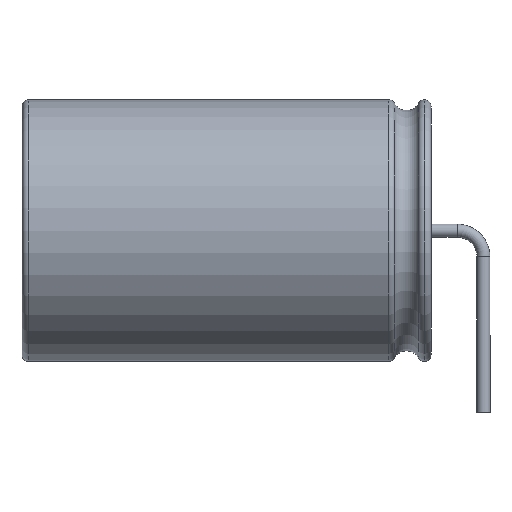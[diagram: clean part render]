
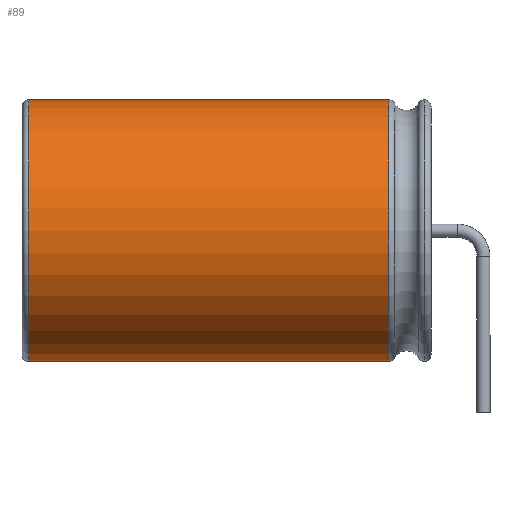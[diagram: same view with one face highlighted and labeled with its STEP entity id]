
A CAD part, left-side view. The second image highlights one B-rep face of the part: STEP entity #89.
In plain terms, the highlighted cylindrical face has radius 8 mm (diameter 16 mm), a partial arc.
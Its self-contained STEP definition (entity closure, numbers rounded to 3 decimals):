
#89=ADVANCED_FACE('',(#990),#992,.T.);
#990=FACE_BOUND('',#991,.T.);
#991=EDGE_LOOP('',(#1723,#1724,#1725,#1726,#1727,#1728,#1729,#1730,#1731,#1732,#1733,
#1734,#1735,#1736,#1737,#1738,#1739,#1740,#1741,#1742));
#992=CYLINDRICAL_SURFACE('',#993,8.);
#993=AXIS2_PLACEMENT_3D('',#994,#995,#996);
#994=CARTESIAN_POINT('',(0.,5.779,8.1));
#995=DIRECTION('',(0.,1.,0.));
#996=DIRECTION('',(1.,0.,0.));
#1723=ORIENTED_EDGE('',*,*,#2251,.T.);
#1724=ORIENTED_EDGE('',*,*,#2252,.T.);
#1725=ORIENTED_EDGE('',*,*,#2230,.F.);
#1726=ORIENTED_EDGE('',*,*,#2253,.T.);
#1727=ORIENTED_EDGE('',*,*,#2254,.T.);
#1728=ORIENTED_EDGE('',*,*,#2255,.T.);
#1729=ORIENTED_EDGE('',*,*,#2256,.F.);
#1730=ORIENTED_EDGE('',*,*,#2257,.T.);
#1731=ORIENTED_EDGE('',*,*,#2258,.F.);
#1732=ORIENTED_EDGE('',*,*,#2259,.T.);
#1733=ORIENTED_EDGE('',*,*,#2260,.T.);
#1734=ORIENTED_EDGE('',*,*,#2261,.T.);
#1735=ORIENTED_EDGE('',*,*,#2248,.F.);
#1736=ORIENTED_EDGE('',*,*,#2262,.T.);
#1737=ORIENTED_EDGE('',*,*,#2263,.T.);
#1738=ORIENTED_EDGE('',*,*,#2264,.T.);
#1739=ORIENTED_EDGE('',*,*,#2246,.F.);
#1740=ORIENTED_EDGE('',*,*,#2265,.F.);
#1741=ORIENTED_EDGE('',*,*,#2232,.F.);
#1742=ORIENTED_EDGE('',*,*,#2266,.T.);
#2230=EDGE_CURVE('',#2496,#2491,#2498,.T.);
#2232=EDGE_CURVE('',#2500,#2502,#2503,.T.);
#2246=EDGE_CURVE('',#2528,#2515,#2530,.F.);
#2248=EDGE_CURVE('',#2532,#2534,#2535,.F.);
#2251=EDGE_CURVE('',#2539,#2540,#2541,.F.);
#2252=EDGE_CURVE('',#2540,#2491,#2542,.F.);
#2253=EDGE_CURVE('',#2496,#2543,#2544,.T.);
#2254=EDGE_CURVE('',#2543,#2545,#2546,.F.);
#2255=EDGE_CURVE('',#2545,#2547,#2548,.F.);
#2256=EDGE_CURVE('',#2549,#2547,#2550,.T.);
#2257=EDGE_CURVE('',#2549,#2551,#2552,.T.);
#2258=EDGE_CURVE('',#2553,#2551,#2554,.F.);
#2259=EDGE_CURVE('',#2553,#2555,#2556,.F.);
#2260=EDGE_CURVE('',#2555,#2557,#2558,.T.);
#2261=EDGE_CURVE('',#2557,#2534,#2559,.T.);
#2262=EDGE_CURVE('',#2532,#2560,#2561,.F.);
#2263=EDGE_CURVE('',#2560,#2562,#2563,.T.);
#2264=EDGE_CURVE('',#2562,#2515,#2564,.T.);
#2265=EDGE_CURVE('',#2502,#2528,#2565,.T.);
#2266=EDGE_CURVE('',#2500,#2539,#2566,.T.);
#2491=VERTEX_POINT('',#2935);
#2496=VERTEX_POINT('',#2944);
#2498=LINE('',#2948,#2949);
#2500=VERTEX_POINT('',#2952);
#2502=VERTEX_POINT('',#2956);
#2503=LINE('',#2957,#2958);
#2515=VERTEX_POINT('',#2985);
#2528=VERTEX_POINT('',#3011);
#2530=LINE('',#3016,#3017);
#2532=VERTEX_POINT('',#3020);
#2534=VERTEX_POINT('',#3024);
#2535=LINE('',#3025,#3026);
#2539=VERTEX_POINT('',#3035);
#2540=VERTEX_POINT('',#3036);
#2541=LINE('',#3037,#3038);
#2542=(BOUNDED_CURVE()B_SPLINE_CURVE(3,
(#3040,#3041,#3042,#3043),
.UNSPECIFIED.,.F.,.F.)B_SPLINE_CURVE_WITH_KNOTS((4,4),
(0.,1.),
.UNSPECIFIED.)CURVE()GEOMETRIC_REPRESENTATION_ITEM()RATIONAL_B_SPLINE_CURVE((1.,
1.,1.,1.))REPRESENTATION_ITEM(''));
#2543=VERTEX_POINT('',#3044);
#2544=(BOUNDED_CURVE()B_SPLINE_CURVE(3,
(#3045,#3046,#3047,#3048),
.UNSPECIFIED.,.F.,.F.)B_SPLINE_CURVE_WITH_KNOTS((4,4),
(0.,1.),
.UNSPECIFIED.)CURVE()GEOMETRIC_REPRESENTATION_ITEM()RATIONAL_B_SPLINE_CURVE((1.,
1.,1.,1.))REPRESENTATION_ITEM(''));
#2545=VERTEX_POINT('',#3049);
#2546=LINE('',#3050,#3051);
#2547=VERTEX_POINT('',#3053);
#2548=(BOUNDED_CURVE()B_SPLINE_CURVE(3,
(#3054,#3055,#3056,#3057),
.UNSPECIFIED.,.F.,.F.)B_SPLINE_CURVE_WITH_KNOTS((4,4),
(0.,1.),
.UNSPECIFIED.)CURVE()GEOMETRIC_REPRESENTATION_ITEM()RATIONAL_B_SPLINE_CURVE((1.,
1.,1.,1.))REPRESENTATION_ITEM(''));
#2549=VERTEX_POINT('',#3058);
#2550=LINE('',#3059,#3060);
#2551=VERTEX_POINT('',#3062);
#2552=CIRCLE('',#3063,8.);
#2553=VERTEX_POINT('',#3067);
#2554=LINE('',#3068,#3069);
#2555=VERTEX_POINT('',#3071);
#2556=(BOUNDED_CURVE()B_SPLINE_CURVE(3,
(#3072,#3073,#3074,#3075),
.UNSPECIFIED.,.F.,.F.)B_SPLINE_CURVE_WITH_KNOTS((4,4),
(0.,1.),
.UNSPECIFIED.)CURVE()GEOMETRIC_REPRESENTATION_ITEM()RATIONAL_B_SPLINE_CURVE((1.,
1.,1.,1.))REPRESENTATION_ITEM(''));
#2557=VERTEX_POINT('',#3076);
#2558=LINE('',#3077,#3078);
#2559=(BOUNDED_CURVE()B_SPLINE_CURVE(3,
(#3080,#3081,#3082,#3083),
.UNSPECIFIED.,.F.,.F.)B_SPLINE_CURVE_WITH_KNOTS((4,4),
(0.,1.),
.UNSPECIFIED.)CURVE()GEOMETRIC_REPRESENTATION_ITEM()RATIONAL_B_SPLINE_CURVE((1.,
1.,1.,1.))REPRESENTATION_ITEM(''));
#2560=VERTEX_POINT('',#3084);
#2561=(BOUNDED_CURVE()B_SPLINE_CURVE(3,
(#3085,#3086,#3087,#3088),
.UNSPECIFIED.,.F.,.F.)B_SPLINE_CURVE_WITH_KNOTS((4,4),
(0.,1.),
.UNSPECIFIED.)CURVE()GEOMETRIC_REPRESENTATION_ITEM()RATIONAL_B_SPLINE_CURVE((1.,
1.,1.,1.))REPRESENTATION_ITEM(''));
#2562=VERTEX_POINT('',#3089);
#2563=LINE('',#3090,#3091);
#2564=(BOUNDED_CURVE()B_SPLINE_CURVE(3,
(#3093,#3094,#3095,#3096),
.UNSPECIFIED.,.F.,.F.)B_SPLINE_CURVE_WITH_KNOTS((4,4),
(0.,1.),
.UNSPECIFIED.)CURVE()GEOMETRIC_REPRESENTATION_ITEM()RATIONAL_B_SPLINE_CURVE((1.,
1.,1.,1.))REPRESENTATION_ITEM(''));
#2565=CIRCLE('',#3097,8.);
#2566=(BOUNDED_CURVE()B_SPLINE_CURVE(3,
(#3101,#3102,#3103,#3104),
.UNSPECIFIED.,.F.,.F.)B_SPLINE_CURVE_WITH_KNOTS((4,4),
(0.,1.),
.UNSPECIFIED.)CURVE()GEOMETRIC_REPRESENTATION_ITEM()RATIONAL_B_SPLINE_CURVE((1.,
1.,1.,1.))REPRESENTATION_ITEM(''));
#2935=CARTESIAN_POINT('',(7.518,19.463,5.364));
#2944=CARTESIAN_POINT('',(7.518,9.116,5.364));
#2948=CARTESIAN_POINT('',(7.518,9.116,5.364));
#2949=VECTOR('',#2950,1.);
#2950=DIRECTION('',(0.,1.,0.));
#2952=CARTESIAN_POINT('',(7.518,19.783,5.364));
#2956=CARTESIAN_POINT('',(7.518,27.8,5.364));
#2957=CARTESIAN_POINT('',(7.518,19.783,5.364));
#2958=VECTOR('',#2959,1.);
#2959=DIRECTION('',(0.,1.,0.));
#2985=CARTESIAN_POINT('',(7.518,19.783,10.836));
#3011=CARTESIAN_POINT('',(7.518,27.8,10.836));
#3016=CARTESIAN_POINT('',(7.518,19.783,10.836));
#3017=VECTOR('',#3018,1.);
#3018=DIRECTION('',(0.,1.,0.));
#3020=CARTESIAN_POINT('',(7.518,19.463,10.836));
#3024=CARTESIAN_POINT('',(7.518,9.116,10.836));
#3025=CARTESIAN_POINT('',(7.518,9.116,10.836));
#3026=VECTOR('',#3027,1.);
#3027=DIRECTION('',(0.,1.,0.));
#3035=CARTESIAN_POINT('',(7.517,19.783,5.363));
#3036=CARTESIAN_POINT('',(7.517,19.463,5.363));
#3037=CARTESIAN_POINT('',(7.517,19.463,5.363));
#3038=VECTOR('',#3039,1.);
#3039=DIRECTION('',(0.,1.,0.));
#3040=CARTESIAN_POINT('',(7.518,19.463,5.364));
#3041=CARTESIAN_POINT('',(7.517,19.463,5.364));
#3042=CARTESIAN_POINT('',(7.517,19.463,5.364));
#3043=CARTESIAN_POINT('',(7.517,19.463,5.363));
#3044=CARTESIAN_POINT('',(7.517,9.116,5.363));
#3045=CARTESIAN_POINT('',(7.518,9.116,5.364));
#3046=CARTESIAN_POINT('',(7.517,9.116,5.364));
#3047=CARTESIAN_POINT('',(7.517,9.116,5.364));
#3048=CARTESIAN_POINT('',(7.517,9.116,5.363));
#3049=CARTESIAN_POINT('',(7.517,8.796,5.363));
#3050=CARTESIAN_POINT('',(7.517,8.796,5.363));
#3051=VECTOR('',#3052,1.);
#3052=DIRECTION('',(0.,1.,0.));
#3053=CARTESIAN_POINT('',(7.518,8.796,5.364));
#3054=CARTESIAN_POINT('',(7.518,8.796,5.364));
#3055=CARTESIAN_POINT('',(7.517,8.796,5.364));
#3056=CARTESIAN_POINT('',(7.517,8.796,5.364));
#3057=CARTESIAN_POINT('',(7.517,8.796,5.363));
#3058=CARTESIAN_POINT('',(7.518,5.779,5.364));
#3059=CARTESIAN_POINT('',(7.518,5.779,5.364));
#3060=VECTOR('',#3061,1.);
#3061=DIRECTION('',(0.,1.,0.));
#3062=CARTESIAN_POINT('',(7.518,5.779,10.836));
#3063=AXIS2_PLACEMENT_3D('',#3064,#3065,#3066);
#3064=CARTESIAN_POINT('',(0.,5.779,8.1));
#3065=DIRECTION('',(-0.,1.,0.));
#3066=DIRECTION('',(0.94,0.,-0.342));
#3067=CARTESIAN_POINT('',(7.518,8.796,10.836));
#3068=CARTESIAN_POINT('',(7.518,5.779,10.836));
#3069=VECTOR('',#3070,1.);
#3070=DIRECTION('',(0.,1.,0.));
#3071=CARTESIAN_POINT('',(7.517,8.796,10.837));
#3072=CARTESIAN_POINT('',(7.517,8.796,10.837));
#3073=CARTESIAN_POINT('',(7.517,8.796,10.836));
#3074=CARTESIAN_POINT('',(7.517,8.796,10.836));
#3075=CARTESIAN_POINT('',(7.518,8.796,10.836));
#3076=CARTESIAN_POINT('',(7.517,9.116,10.837));
#3077=CARTESIAN_POINT('',(7.517,8.796,10.837));
#3078=VECTOR('',#3079,1.);
#3079=DIRECTION('',(0.,1.,0.));
#3080=CARTESIAN_POINT('',(7.517,9.116,10.837));
#3081=CARTESIAN_POINT('',(7.517,9.116,10.836));
#3082=CARTESIAN_POINT('',(7.517,9.116,10.836));
#3083=CARTESIAN_POINT('',(7.518,9.116,10.836));
#3084=CARTESIAN_POINT('',(7.517,19.463,10.837));
#3085=CARTESIAN_POINT('',(7.517,19.463,10.837));
#3086=CARTESIAN_POINT('',(7.517,19.463,10.836));
#3087=CARTESIAN_POINT('',(7.517,19.463,10.836));
#3088=CARTESIAN_POINT('',(7.518,19.463,10.836));
#3089=CARTESIAN_POINT('',(7.517,19.783,10.837));
#3090=CARTESIAN_POINT('',(7.517,19.463,10.837));
#3091=VECTOR('',#3092,1.);
#3092=DIRECTION('',(0.,1.,0.));
#3093=CARTESIAN_POINT('',(7.517,19.783,10.837));
#3094=CARTESIAN_POINT('',(7.517,19.783,10.836));
#3095=CARTESIAN_POINT('',(7.517,19.783,10.836));
#3096=CARTESIAN_POINT('',(7.518,19.783,10.836));
#3097=AXIS2_PLACEMENT_3D('',#3098,#3099,#3100);
#3098=CARTESIAN_POINT('',(0.,27.8,8.1));
#3099=DIRECTION('',(-0.,1.,0.));
#3100=DIRECTION('',(0.94,0.,-0.342));
#3101=CARTESIAN_POINT('',(7.518,19.783,5.364));
#3102=CARTESIAN_POINT('',(7.517,19.783,5.364));
#3103=CARTESIAN_POINT('',(7.517,19.783,5.364));
#3104=CARTESIAN_POINT('',(7.517,19.783,5.363));
